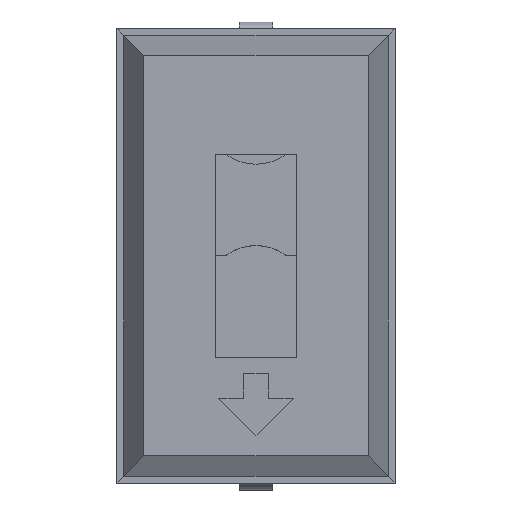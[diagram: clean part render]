
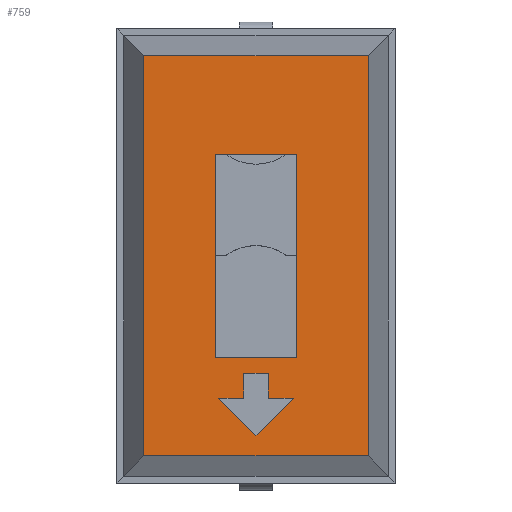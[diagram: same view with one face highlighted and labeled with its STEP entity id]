
A CAD part, top view. The second image highlights one B-rep face of the part: STEP entity #759.
In plain terms, the highlighted planar face has unit normal (0, 0, 1).
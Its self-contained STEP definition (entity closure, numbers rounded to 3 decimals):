
#27=VECTOR('',#28,1.);
#28=DIRECTION('',(0.,1.,0.));
#51=VECTOR('',#52,1.);
#52=DIRECTION('',(-1.,0.,0.));
#60=VECTOR('',#61,1.);
#61=DIRECTION('',(1.,0.,0.));
#89=VECTOR('',#90,1.);
#90=DIRECTION('',(0.,-1.,0.));
#116=DIRECTION('',(0.,0.,-1.));
#709=VERTEX_POINT('',#710);
#710=CARTESIAN_POINT('',(1.652,2.952,3.1));
#712=ORIENTED_EDGE('',*,*,#713,.F.);
#713=EDGE_CURVE('',#714,#709,#716,.T.);
#714=VERTEX_POINT('',#715);
#715=CARTESIAN_POINT('',(1.652,-2.952,3.1));
#716=LINE('',#715,#27);
#751=VERTEX_POINT('',#752);
#752=CARTESIAN_POINT('',(-1.652,2.952,3.1));
#754=ORIENTED_EDGE('',*,*,#755,.F.);
#755=EDGE_CURVE('',#709,#751,#756,.T.);
#756=LINE('',#710,#51);
#759=ADVANCED_FACE('',(#760,#770,#808),#849,.F.);
#760=FACE_BOUND('',#761,.F.);
#761=EDGE_LOOP('',(#754,#712,#762,#767));
#762=ORIENTED_EDGE('',*,*,#763,.F.);
#763=EDGE_CURVE('',#764,#714,#766,.T.);
#764=VERTEX_POINT('',#765);
#765=CARTESIAN_POINT('',(-1.652,-2.952,3.1));
#766=LINE('',#765,#60);
#767=ORIENTED_EDGE('',*,*,#768,.F.);
#768=EDGE_CURVE('',#751,#764,#769,.T.);
#769=LINE('',#752,#89);
#770=FACE_BOUND('',#771,.F.);
#771=EDGE_LOOP('',(#772,#779,#783,#788,#792,#796,#801,#805));
#772=ORIENTED_EDGE('',*,*,#773,.T.);
#773=EDGE_CURVE('',#774,#776,#778,.T.);
#774=VERTEX_POINT('',#775);
#775=CARTESIAN_POINT('',(0.6,-1.5,3.1));
#776=VERTEX_POINT('',#777);
#777=CARTESIAN_POINT('',(0.6,0.,3.1));
#778=LINE('',#775,#27);
#779=ORIENTED_EDGE('',*,*,#780,.T.);
#780=EDGE_CURVE('',#776,#781,#778,.T.);
#781=VERTEX_POINT('',#782);
#782=CARTESIAN_POINT('',(0.6,1.5,3.1));
#783=ORIENTED_EDGE('',*,*,#784,.T.);
#784=EDGE_CURVE('',#781,#785,#787,.T.);
#785=VERTEX_POINT('',#786);
#786=CARTESIAN_POINT('',(0.45,1.5,3.1));
#787=LINE('',#782,#51);
#788=ORIENTED_EDGE('',*,*,#789,.T.);
#789=EDGE_CURVE('',#785,#790,#787,.T.);
#790=VERTEX_POINT('',#791);
#791=CARTESIAN_POINT('',(-0.45,1.5,3.1));
#792=ORIENTED_EDGE('',*,*,#793,.T.);
#793=EDGE_CURVE('',#790,#794,#787,.T.);
#794=VERTEX_POINT('',#795);
#795=CARTESIAN_POINT('',(-0.6,1.5,3.1));
#796=ORIENTED_EDGE('',*,*,#797,.T.);
#797=EDGE_CURVE('',#794,#798,#800,.T.);
#798=VERTEX_POINT('',#799);
#799=CARTESIAN_POINT('',(-0.6,0.,3.1));
#800=LINE('',#795,#89);
#801=ORIENTED_EDGE('',*,*,#802,.T.);
#802=EDGE_CURVE('',#798,#803,#800,.T.);
#803=VERTEX_POINT('',#804);
#804=CARTESIAN_POINT('',(-0.6,-1.5,3.1));
#805=ORIENTED_EDGE('',*,*,#806,.T.);
#806=EDGE_CURVE('',#803,#774,#807,.T.);
#807=LINE('',#804,#60);
#808=FACE_BOUND('',#809,.F.);
#809=EDGE_LOOP('',(#810,#817,#824,#831,#836,#841,#846));
#810=ORIENTED_EDGE('',*,*,#811,.T.);
#811=EDGE_CURVE('',#812,#814,#816,.T.);
#812=VERTEX_POINT('',#813);
#813=CARTESIAN_POINT('',(-0.183,-2.102,3.1));
#814=VERTEX_POINT('',#815);
#815=CARTESIAN_POINT('',(-0.55,-2.102,3.1));
#816=LINE('',#813,#51);
#817=ORIENTED_EDGE('',*,*,#818,.T.);
#818=EDGE_CURVE('',#814,#819,#821,.T.);
#819=VERTEX_POINT('',#820);
#820=CARTESIAN_POINT('',(0.,-2.652,3.1));
#821=LINE('',#815,#822);
#822=VECTOR('',#823,1.);
#823=DIRECTION('',(0.707,-0.707,0.));
#824=ORIENTED_EDGE('',*,*,#825,.T.);
#825=EDGE_CURVE('',#819,#826,#828,.T.);
#826=VERTEX_POINT('',#827);
#827=CARTESIAN_POINT('',(0.55,-2.102,3.1));
#828=LINE('',#820,#829);
#829=VECTOR('',#830,1.);
#830=DIRECTION('',(0.707,0.707,0.));
#831=ORIENTED_EDGE('',*,*,#832,.T.);
#832=EDGE_CURVE('',#826,#833,#835,.T.);
#833=VERTEX_POINT('',#834);
#834=CARTESIAN_POINT('',(0.183,-2.102,3.1));
#835=LINE('',#827,#51);
#836=ORIENTED_EDGE('',*,*,#837,.T.);
#837=EDGE_CURVE('',#833,#838,#840,.T.);
#838=VERTEX_POINT('',#839);
#839=CARTESIAN_POINT('',(0.183,-1.736,3.1));
#840=LINE('',#834,#27);
#841=ORIENTED_EDGE('',*,*,#842,.T.);
#842=EDGE_CURVE('',#838,#843,#845,.T.);
#843=VERTEX_POINT('',#844);
#844=CARTESIAN_POINT('',(-0.183,-1.736,3.1));
#845=LINE('',#839,#51);
#846=ORIENTED_EDGE('',*,*,#847,.T.);
#847=EDGE_CURVE('',#843,#812,#848,.T.);
#848=LINE('',#844,#89);
#849=PLANE('',#850);
#850=AXIS2_PLACEMENT_3D('',#710,#116,#851);
#851=DIRECTION('',(-0.488,-0.873,0.));
